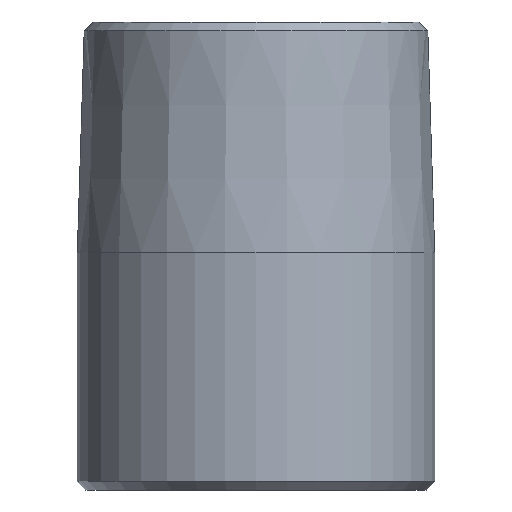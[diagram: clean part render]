
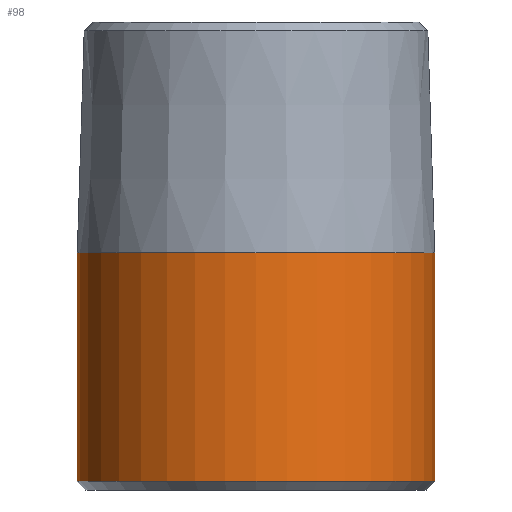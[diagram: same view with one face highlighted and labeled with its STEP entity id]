
A CAD part, front view. The second image highlights one B-rep face of the part: STEP entity #98.
In plain terms, the highlighted cylindrical face has radius 13.335 mm (diameter 26.67 mm), a partial arc.
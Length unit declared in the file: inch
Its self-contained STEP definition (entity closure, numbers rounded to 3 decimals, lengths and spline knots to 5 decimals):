
#6 = DIRECTION ( 'NONE',  ( 0., 0., -1. ) ) ;
#15 = DIRECTION ( 'NONE',  ( -1., 0., 0. ) ) ;
#19 = EDGE_CURVE ( 'NONE', #341, #96, #163, .T. ) ;
#31 = CARTESIAN_POINT ( 'NONE',  ( -0.525, 0., 0.025 ) ) ;
#47 = AXIS2_PLACEMENT_3D ( 'NONE', #444, #401, #15 ) ;
#54 = CARTESIAN_POINT ( 'NONE',  ( -0.525, 0., 0.6975 ) ) ;
#55 = VECTOR ( 'NONE', #6, 39.37008 ) ;
#67 = DIRECTION ( 'NONE',  ( -1., 0., 0. ) ) ;
#74 = EDGE_CURVE ( 'NONE', #96, #370, #412, .T. ) ;
#96 = VERTEX_POINT ( 'NONE', #54 ) ;
#98 = ADVANCED_FACE ( 'NONE', ( #385 ), #300, .T. ) ;
#99 = CARTESIAN_POINT ( 'NONE',  ( 0., 0., 1.375 ) ) ;
#105 = ORIENTED_EDGE ( 'NONE', *, *, #74, .T. ) ;
#116 = DIRECTION ( 'NONE',  ( 0., 0., 1. ) ) ;
#117 = CARTESIAN_POINT ( 'NONE',  ( 0.525, 0., 0.6975 ) ) ;
#124 = LINE ( 'NONE', #360, #55 ) ;
#134 = VECTOR ( 'NONE', #339, 39.37008 ) ;
#163 = CIRCLE ( 'NONE', #47, 0.525 ) ;
#170 = AXIS2_PLACEMENT_3D ( 'NONE', #99, #228, #67 ) ;
#172 = CARTESIAN_POINT ( 'NONE',  ( 0.525, 0., 0.025 ) ) ;
#188 = ORIENTED_EDGE ( 'NONE', *, *, #312, .T. ) ;
#190 = CARTESIAN_POINT ( 'NONE',  ( -0.525, 0., 1.375 ) ) ;
#191 = CIRCLE ( 'NONE', #199, 0.525 ) ;
#199 = AXIS2_PLACEMENT_3D ( 'NONE', #466, #116, #237 ) ;
#227 = EDGE_LOOP ( 'NONE', ( #406, #260, #105, #188 ) ) ;
#228 = DIRECTION ( 'NONE',  ( 0., 0., -1. ) ) ;
#237 = DIRECTION ( 'NONE',  ( 1., 0., 0. ) ) ;
#260 = ORIENTED_EDGE ( 'NONE', *, *, #19, .T. ) ;
#300 = CYLINDRICAL_SURFACE ( 'NONE', #170, 0.525 ) ;
#312 = EDGE_CURVE ( 'NONE', #370, #458, #191, .T. ) ;
#339 = DIRECTION ( 'NONE',  ( 0., 0., -1. ) ) ;
#341 = VERTEX_POINT ( 'NONE', #117 ) ;
#360 = CARTESIAN_POINT ( 'NONE',  ( 0.525, 0., 1.375 ) ) ;
#370 = VERTEX_POINT ( 'NONE', #31 ) ;
#385 = FACE_OUTER_BOUND ( 'NONE', #227, .T. ) ;
#401 = DIRECTION ( 'NONE',  ( 0., 0., -1. ) ) ;
#406 = ORIENTED_EDGE ( 'NONE', *, *, #491, .F. ) ;
#412 = LINE ( 'NONE', #190, #134 ) ;
#444 = CARTESIAN_POINT ( 'NONE',  ( 0., 0., 0.6975 ) ) ;
#458 = VERTEX_POINT ( 'NONE', #172 ) ;
#466 = CARTESIAN_POINT ( 'NONE',  ( 0., 0., 0.025 ) ) ;
#491 = EDGE_CURVE ( 'NONE', #341, #458, #124, .T. ) ;
